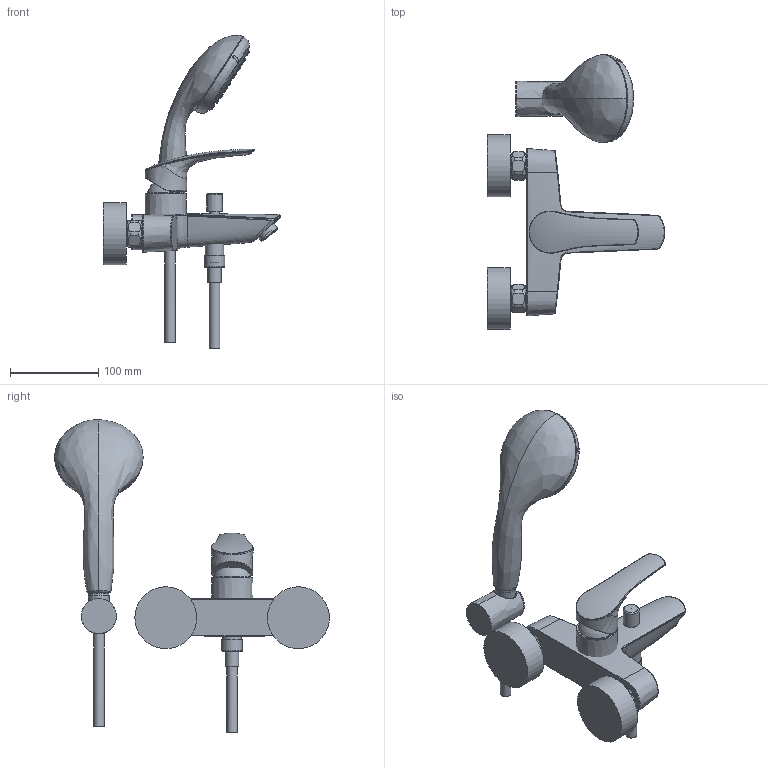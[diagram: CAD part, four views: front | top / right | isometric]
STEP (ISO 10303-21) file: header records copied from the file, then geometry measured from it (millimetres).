
FILE_DESCRIPTION(/* description */ ('Unknown'),/* implementation_level */ '2;1');
FILE_NAME(/* name */ '33302003',/* time_stamp */ '2022-09-08T03:22:04+02:00',/* author */ ('Unknown'),/* organization */ ('GROHE AG'),/* preprocessor_version */ 'ST-DEVELOPER v16.7',/* originating_system */ 'DEX',/* authorisation */ $);
FILE_SCHEMA (('AUTOMOTIVE_DESIGN {1 0 10303 214 3 1 1}'));
Products named in the file (12): 33302003; 33302003_0; 33302003_1; 33302003_2; id157; 50.9697.1_Standard; BREP_1; DF_REVOL; extrude#; Housing; trim_sur
Assembly tree (11 placements, depth 2):
  33302003
    33302003
    33302003_0
    33302003_1
    33302003_2
    id157
    50.9697.1_Standard
    BREP_1
    DF_REVOL
    extrude#
    Housing
    trim_sur
Bounding box: 200.74 x 310.71 x 354.08 mm (x, y, z)
Volume: 313971.4 mm3; surface area: 181443.9 mm2
Topology: 5 solids, 88 shells, 1924 faces, 7162 edges, 5305 vertices
Faces by surface type: plane 1105, bspline 448, cylinder 213, cone 83, torus 50, sphere 25
Full cylindrical faces by diameter (mm): 1.5 x51, 2 x1, 2.8 x51, 3.6 x37, 12 x2, 14.998 x1, 16 x1, 16.5 x1, 17.5 x2, 18 x1, 18.5 x4, 20.1 x1, 20.955 x2, 21.081 x2, 21.9 x1, 23 x2, 23.6 x1, 27 x2, 70 x2, 89.4 x1, 90.2 x1
Entity records: 99214 total; most frequent: CARTESIAN_POINT 45308, ORIENTED_EDGE 9756, DIRECTION 8374, EDGE_CURVE 6649, VERTEX_POINT 5138, LINE 3688, VECTOR 3688, EDGE_LOOP 2667
